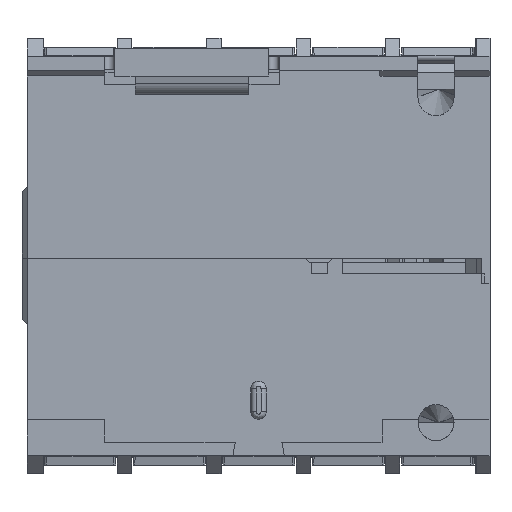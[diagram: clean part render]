
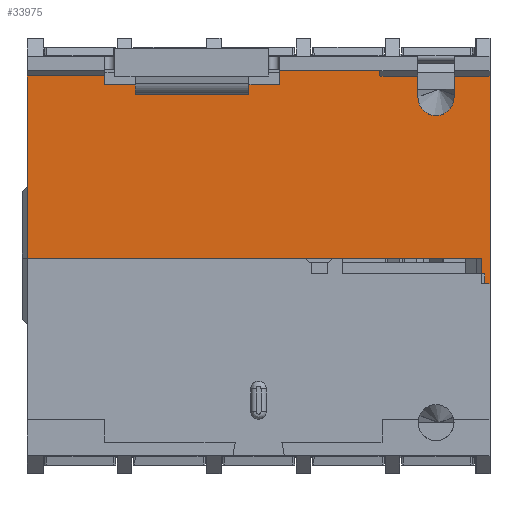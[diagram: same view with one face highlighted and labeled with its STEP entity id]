
A CAD part, front view. The second image highlights one B-rep face of the part: STEP entity #33975.
In plain terms, the highlighted planar face has unit normal (0, -1, -0.004).
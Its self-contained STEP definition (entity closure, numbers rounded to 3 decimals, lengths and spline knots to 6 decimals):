
#18671=DIRECTION('',(0.,-0.003,1.));
#18672=VECTOR('',#18671,0.0202);
#18673=CARTESIAN_POINT('',(-0.017083,-0.022735,
-0.002676));
#18674=LINE('',#18673,#18672);
#19862=DIRECTION('',(-1.,0.,0.));
#19863=VECTOR('',#19862,0.0135);
#19864=CARTESIAN_POINT('',(-0.017883,-0.022744,
-0.000176));
#19865=LINE('',#19864,#19863);
#19869=DIRECTION('',(-1.,0.,0.));
#19870=VECTOR('',#19869,0.001);
#19871=CARTESIAN_POINT('',(-0.031383,-0.022744,
-0.000176));
#19872=LINE('',#19871,#19870);
#19876=DIRECTION('',(-1.,0.,0.));
#19877=VECTOR('',#19876,0.0026);
#19878=CARTESIAN_POINT('',(-0.032383,-0.022744,
-0.000176));
#19879=LINE('',#19878,#19877);
#19883=DIRECTION('',(-1.,0.,0.));
#19884=VECTOR('',#19883,0.0271);
#19885=CARTESIAN_POINT('',(-0.034983,-0.022744,
-0.000176));
#19886=LINE('',#19885,#19884);
#19890=DIRECTION('',(1.,0.,0.));
#19891=VECTOR('',#19890,0.0075);
#19892=CARTESIAN_POINT('',(-0.062083,-0.022805,
0.017524));
#19893=LINE('',#19892,#19891);
#19897=DIRECTION('',(0.,0.003,-1.));
#19898=VECTOR('',#19897,0.000869);
#19899=CARTESIAN_POINT('',(-0.054583,-0.022805,
0.017524));
#19900=LINE('',#19899,#19898);
#19904=DIRECTION('',(1.,0.,0.));
#19905=VECTOR('',#19904,0.017);
#19906=CARTESIAN_POINT('',(-0.054583,-0.022802,
0.016655));
#19907=LINE('',#19906,#19905);
#19911=DIRECTION('',(0.,-0.003,1.));
#19912=VECTOR('',#19911,0.001369);
#19913=CARTESIAN_POINT('',(-0.037583,-0.022802,
0.016655));
#19914=LINE('',#19913,#19912);
#19918=DIRECTION('',(1.,0.,0.));
#19919=VECTOR('',#19918,0.0098);
#19920=CARTESIAN_POINT('',(-0.037583,-0.022807,
0.018024));
#19921=LINE('',#19920,#19919);
#19925=DIRECTION('',(1.,0.,0.));
#19926=VECTOR('',#19925,0.003694);
#19927=CARTESIAN_POINT('',(-0.027783,-0.022805,
0.017524));
#19928=LINE('',#19927,#19926);
#19932=CARTESIAN_POINT('',(-0.024088,-0.022805,
0.017524));
#19933=CARTESIAN_POINT('',(-0.024086,-0.022803,
0.016824));
#19934=CARTESIAN_POINT('',(-0.024086,-0.022801,
0.016124));
#19935=CARTESIAN_POINT('',(-0.024083,-0.022798,
0.015424));
#19940=CARTESIAN_POINT('',(-0.024083,-0.022798,
0.015424));
#19941=CARTESIAN_POINT('',(-0.024083,-0.022797,
0.015133));
#19942=CARTESIAN_POINT('',(-0.023956,-0.022795,
0.014676));
#19943=CARTESIAN_POINT('',(-0.023596,-0.022794,
0.014161));
#19944=CARTESIAN_POINT('',(-0.023081,-0.022792,
0.013801));
#19945=CARTESIAN_POINT('',(-0.022624,-0.022792,
0.013674));
#19946=CARTESIAN_POINT('',(-0.022333,-0.022792,
0.013674));
#19951=CARTESIAN_POINT('',(-0.022333,-0.022792,
0.013674));
#19952=CARTESIAN_POINT('',(-0.022041,-0.022792,
0.013674));
#19953=CARTESIAN_POINT('',(-0.021584,-0.022792,
0.013801));
#19954=CARTESIAN_POINT('',(-0.021069,-0.022794,
0.014161));
#19955=CARTESIAN_POINT('',(-0.020709,-0.022795,
0.014676));
#19956=CARTESIAN_POINT('',(-0.020583,-0.022797,
0.015133));
#19957=CARTESIAN_POINT('',(-0.020583,-0.022798,
0.015424));
#19962=CARTESIAN_POINT('',(-0.020582,-0.022798,
0.015424));
#19963=CARTESIAN_POINT('',(-0.02058,-0.022801,
0.016124));
#19964=CARTESIAN_POINT('',(-0.02058,-0.022803,
0.016824));
#19965=CARTESIAN_POINT('',(-0.020577,-0.022805,
0.017524));
#19970=DIRECTION('',(1.,0.,0.));
#19971=VECTOR('',#19970,0.003494);
#19972=CARTESIAN_POINT('',(-0.020577,-0.022805,
0.017524));
#19973=LINE('',#19972,#19971);
#19977=DIRECTION('',(-1.,0.,0.));
#19978=VECTOR('',#19977,0.0008);
#19979=CARTESIAN_POINT('',(-0.017083,-0.022735,
-0.002676));
#19980=LINE('',#19979,#19978);
#20054=DIRECTION('',(0.,0.003,-1.));
#20055=VECTOR('',#20054,0.0177);
#20056=CARTESIAN_POINT('',(-0.062083,-0.022805,
0.017524));
#20057=LINE('',#20056,#20055);
#20717=DIRECTION('',(0.,-0.003,1.));
#20718=VECTOR('',#20717,0.0005);
#20719=CARTESIAN_POINT('',(-0.027783,-0.022805,
0.017524));
#20720=LINE('',#20719,#20718);
#28878=DIRECTION('',(0.,0.003,-1.));
#28879=VECTOR('',#28878,0.0025);
#28880=CARTESIAN_POINT('',(-0.017883,-0.022744,
-0.000176));
#28881=LINE('',#28880,#28879);
#29604=CARTESIAN_POINT('',(-0.024088,-0.022805,
0.017524));
#29606=VERTEX_POINT('',#29604);
#29609=CARTESIAN_POINT('',(-0.024083,-0.022798,
0.015424));
#29610=VERTEX_POINT('',#29609);
#29611=CARTESIAN_POINT('',(-0.027783,-0.022805,
0.017524));
#29612=VERTEX_POINT('',#29611);
#29615=CARTESIAN_POINT('',(-0.017883,-0.022744,
-0.000176));
#29616=CARTESIAN_POINT('',(-0.031383,-0.022744,
-0.000176));
#29617=VERTEX_POINT('',#29615);
#29618=VERTEX_POINT('',#29616);
#29619=CARTESIAN_POINT('',(-0.032383,-0.022744,
-0.000176));
#29620=VERTEX_POINT('',#29619);
#29621=CARTESIAN_POINT('',(-0.034983,-0.022744,
-0.000176));
#29622=VERTEX_POINT('',#29621);
#29623=CARTESIAN_POINT('',(-0.062083,-0.022744,
-0.000176));
#29624=VERTEX_POINT('',#29623);
#29625=CARTESIAN_POINT('',(-0.062083,-0.022805,
0.017524));
#29626=VERTEX_POINT('',#29625);
#29627=CARTESIAN_POINT('',(-0.054583,-0.022805,
0.017524));
#29628=VERTEX_POINT('',#29627);
#29629=CARTESIAN_POINT('',(-0.054583,-0.022802,
0.016655));
#29630=VERTEX_POINT('',#29629);
#29631=CARTESIAN_POINT('',(-0.037583,-0.022802,
0.016655));
#29632=VERTEX_POINT('',#29631);
#29633=CARTESIAN_POINT('',(-0.037583,-0.022807,
0.018024));
#29634=VERTEX_POINT('',#29633);
#29635=CARTESIAN_POINT('',(-0.027783,-0.022807,
0.018024));
#29636=VERTEX_POINT('',#29635);
#29637=VERTEX_POINT('',#19946);
#29638=VERTEX_POINT('',#19957);
#29639=VERTEX_POINT('',#19965);
#29640=CARTESIAN_POINT('',(-0.017083,-0.022805,
0.017524));
#29641=VERTEX_POINT('',#29640);
#29642=CARTESIAN_POINT('',(-0.017083,-0.022735,
-0.002676));
#29643=VERTEX_POINT('',#29642);
#29644=CARTESIAN_POINT('',(-0.017883,-0.022735,
-0.002676));
#29645=VERTEX_POINT('',#29644);
#33935=CARTESIAN_POINT('',(-0.062083,-0.022807,
0.018124));
#33936=DIRECTION('',(0.,-1.,-0.003));
#33937=DIRECTION('',(0.,0.003,-1.));
#33938=AXIS2_PLACEMENT_3D('',#33935,#33936,#33937);
#33939=PLANE('',#33938);
#33940=ORIENTED_EDGE('',*,*,#33314,.T.);
#33942=ORIENTED_EDGE('',*,*,#33941,.T.);
#33943=ORIENTED_EDGE('',*,*,#33306,.T.);
#33944=ORIENTED_EDGE('',*,*,#33355,.T.);
#33946=ORIENTED_EDGE('',*,*,#33945,.F.);
#33948=ORIENTED_EDGE('',*,*,#33947,.T.);
#33949=ORIENTED_EDGE('',*,*,#33910,.T.);
#33950=ORIENTED_EDGE('',*,*,#33436,.T.);
#33952=ORIENTED_EDGE('',*,*,#33951,.T.);
#33954=ORIENTED_EDGE('',*,*,#33953,.T.);
#33956=ORIENTED_EDGE('',*,*,#33955,.F.);
#33958=ORIENTED_EDGE('',*,*,#33957,.T.);
#33960=ORIENTED_EDGE('',*,*,#33959,.T.);
#33962=ORIENTED_EDGE('',*,*,#33961,.T.);
#33964=ORIENTED_EDGE('',*,*,#33963,.T.);
#33965=ORIENTED_EDGE('',*,*,#32462,.T.);
#33967=ORIENTED_EDGE('',*,*,#33966,.T.);
#33968=ORIENTED_EDGE('',*,*,#32649,.F.);
#33970=ORIENTED_EDGE('',*,*,#33969,.T.);
#33972=ORIENTED_EDGE('',*,*,#33971,.F.);
#33973=EDGE_LOOP('',(#33940,#33942,#33943,#33944,#33946,#33948,#33949,#33950,
#33952,#33954,#33956,#33958,#33960,#33962,#33964,#33965,#33967,#33968,#33970,
#33972));
#33974=FACE_OUTER_BOUND('',#33973,.F.);
#19936=B_SPLINE_CURVE_WITH_KNOTS('',3,(#19932,#19933,#19934,#19935),
.UNSPECIFIED.,.F.,.F.,(4,4),(0.,1.),.UNSPECIFIED.);
#19947=B_SPLINE_CURVE_WITH_KNOTS('',3,(#19940,#19941,#19942,#19943,#19944,
#19945,#19946),.UNSPECIFIED.,.F.,.F.,(4,1,1,1,4),(0.,0.25,0.5,0.75,
1.),.UNSPECIFIED.);
#19958=B_SPLINE_CURVE_WITH_KNOTS('',3,(#19951,#19952,#19953,#19954,#19955,
#19956,#19957),.UNSPECIFIED.,.F.,.F.,(4,1,1,1,4),(0.,0.25,0.5,0.75,
1.),.UNSPECIFIED.);
#19966=B_SPLINE_CURVE_WITH_KNOTS('',3,(#19962,#19963,#19964,#19965),
.UNSPECIFIED.,.F.,.F.,(4,4),(0.,1.),.UNSPECIFIED.);
#32462=EDGE_CURVE('',#29638,#29639,#19966,.T.);
#32649=EDGE_CURVE('',#29643,#29641,#18674,.T.);
#33306=EDGE_CURVE('',#29620,#29622,#19879,.T.);
#33314=EDGE_CURVE('',#29617,#29618,#19865,.T.);
#33355=EDGE_CURVE('',#29622,#29624,#19886,.T.);
#33436=EDGE_CURVE('',#29630,#29632,#19907,.T.);
#33910=EDGE_CURVE('',#29628,#29630,#19900,.T.);
#33941=EDGE_CURVE('',#29618,#29620,#19872,.T.);
#33945=EDGE_CURVE('',#29626,#29624,#20057,.T.);
#33947=EDGE_CURVE('',#29626,#29628,#19893,.T.);
#33951=EDGE_CURVE('',#29632,#29634,#19914,.T.);
#33953=EDGE_CURVE('',#29634,#29636,#19921,.T.);
#33955=EDGE_CURVE('',#29612,#29636,#20720,.T.);
#33957=EDGE_CURVE('',#29612,#29606,#19928,.T.);
#33959=EDGE_CURVE('',#29606,#29610,#19936,.T.);
#33961=EDGE_CURVE('',#29610,#29637,#19947,.T.);
#33963=EDGE_CURVE('',#29637,#29638,#19958,.T.);
#33966=EDGE_CURVE('',#29639,#29641,#19973,.T.);
#33969=EDGE_CURVE('',#29643,#29645,#19980,.T.);
#33971=EDGE_CURVE('',#29617,#29645,#28881,.T.);
#33975=ADVANCED_FACE('',(#33974),#33939,.T.);
